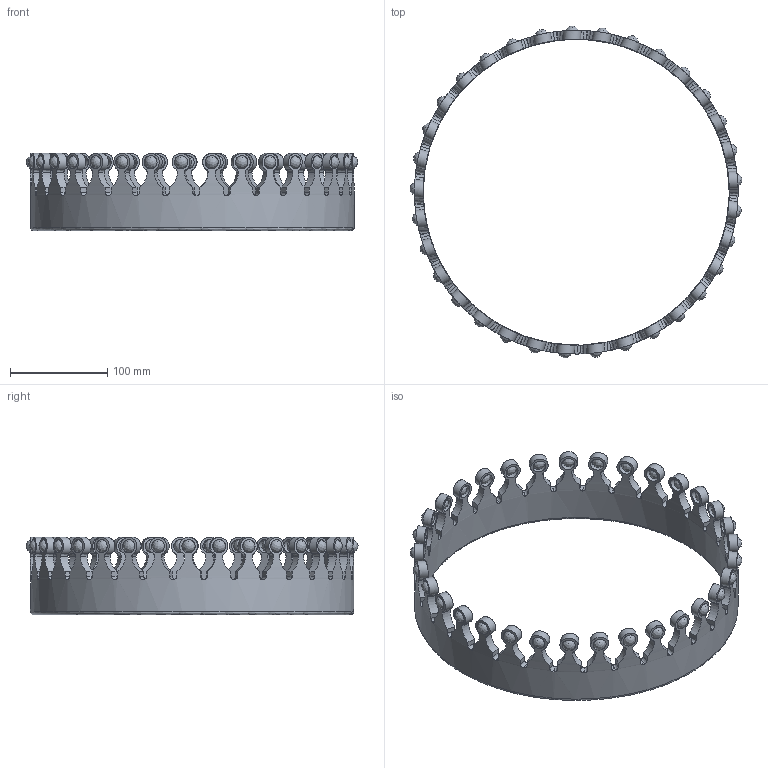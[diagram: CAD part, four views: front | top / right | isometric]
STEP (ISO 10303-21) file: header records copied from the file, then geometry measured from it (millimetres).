
FILE_DESCRIPTION(('FreeCAD Model'),'2;1');
FILE_NAME('Open CASCADE Shape Model','2025-05-04T13:10:42',('FreeCAD'),( 'FreeCAD'),'Open CASCADE STEP processor 7.6','FreeCAD','Unknown');
FILE_SCHEMA(('AUTOMOTIVE_DESIGN { 1 0 10303 214 1 1 1 1 }'));
Length unit declared in the file: millimetre
Products named in the file (1): Open CASCADE STEP translator 7.6 1
Bounding box: 342 x 342.12 x 79.75 mm (x, y, z)
Volume: 540529.4 mm3; surface area: 181419.4 mm2
Topology: 34 solids, 34 shells, 401 faces, 1196 edges, 796 vertices
Faces by surface type: bspline 401
Entity records: 21126 total; most frequent: CARTESIAN_POINT 14527, ORIENTED_EDGE 2194, EDGE_CURVE 1097, B_SPLINE_CURVE_WITH_KNOTS 1025, VERTEX_POINT 763, FACE_BOUND 468, EDGE_LOOP 435, ADVANCED_FACE 401
